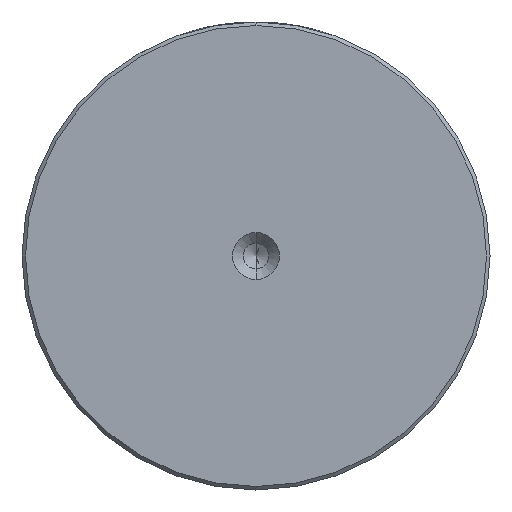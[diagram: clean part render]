
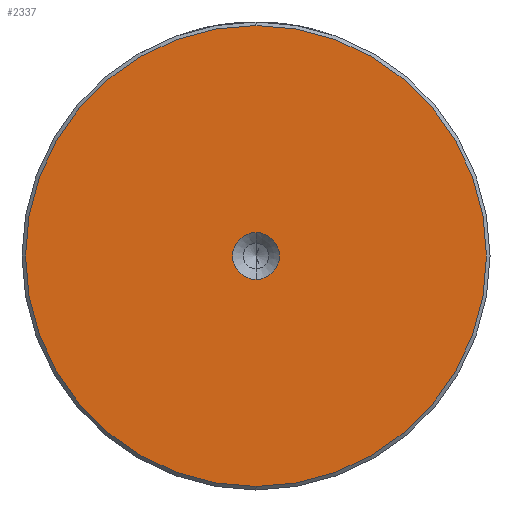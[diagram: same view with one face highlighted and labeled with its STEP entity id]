
A CAD part, left-side view. The second image highlights one B-rep face of the part: STEP entity #2337.
In plain terms, the highlighted planar face has unit normal (-1, 0, 0).
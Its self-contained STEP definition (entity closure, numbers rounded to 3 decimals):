
#58 = AXIS2_PLACEMENT_3D ( 'NONE', #1412, #3070, #1654 ) ;
#195 = DIRECTION ( 'NONE',  ( -1., 0., 0. ) ) ;
#203 = EDGE_CURVE ( 'NONE', #2751, #2126, #1448, .T. ) ;
#229 = DIRECTION ( 'NONE',  ( -1., 0., 0. ) ) ;
#283 = CARTESIAN_POINT ( 'NONE',  ( 0., 0., 0. ) ) ;
#419 = CARTESIAN_POINT ( 'NONE',  ( 0., 0., 3.3 ) ) ;
#528 = DIRECTION ( 'NONE',  ( 0., 0., 1. ) ) ;
#608 = CARTESIAN_POINT ( 'NONE',  ( 0., 0., -3.3 ) ) ;
#922 = AXIS2_PLACEMENT_3D ( 'NONE', #1622, #195, #1868 ) ;
#959 = EDGE_LOOP ( 'NONE', ( #1764, #1033 ) ) ;
#1033 = ORIENTED_EDGE ( 'NONE', *, *, #1640, .T. ) ;
#1041 = EDGE_LOOP ( 'NONE', ( #1574, #1044 ) ) ;
#1044 = ORIENTED_EDGE ( 'NONE', *, *, #2972, .F. ) ;
#1340 = VERTEX_POINT ( 'NONE', #608 ) ;
#1412 = CARTESIAN_POINT ( 'NONE',  ( 0., 0., 0. ) ) ;
#1424 = CIRCLE ( 'NONE', #922, 3.3 ) ;
#1448 = CIRCLE ( 'NONE', #2147, 32.5 ) ;
#1476 = EDGE_CURVE ( 'NONE', #2920, #1340, #1555, .T. ) ;
#1555 = CIRCLE ( 'NONE', #58, 3.3 ) ;
#1574 = ORIENTED_EDGE ( 'NONE', *, *, #1476, .F. ) ;
#1622 = CARTESIAN_POINT ( 'NONE',  ( 0., 0., 0. ) ) ;
#1640 = EDGE_CURVE ( 'NONE', #2126, #2751, #2601, .T. ) ;
#1651 = PLANE ( 'NONE',  #1870 ) ;
#1654 = DIRECTION ( 'NONE',  ( 0., 0., 1. ) ) ;
#1764 = ORIENTED_EDGE ( 'NONE', *, *, #203, .T. ) ;
#1824 = CARTESIAN_POINT ( 'NONE',  ( 0., 0., 32.5 ) ) ;
#1836 = CARTESIAN_POINT ( 'NONE',  ( 0., 0., -32.5 ) ) ;
#1868 = DIRECTION ( 'NONE',  ( 0., 0., 1. ) ) ;
#1870 = AXIS2_PLACEMENT_3D ( 'NONE', #2367, #229, #1891 ) ;
#1891 = DIRECTION ( 'NONE',  ( 0., 0., 1. ) ) ;
#1949 = DIRECTION ( 'NONE',  ( -1., 0., 0. ) ) ;
#1990 = AXIS2_PLACEMENT_3D ( 'NONE', #283, #1949, #528 ) ;
#2126 = VERTEX_POINT ( 'NONE', #1824 ) ;
#2147 = AXIS2_PLACEMENT_3D ( 'NONE', #2769, #2556, #2779 ) ;
#2337 = ADVANCED_FACE ( 'NONE', ( #2516, #2585 ), #1651, .T. ) ;
#2367 = CARTESIAN_POINT ( 'NONE',  ( 0., 0., 0. ) ) ;
#2516 = FACE_OUTER_BOUND ( 'NONE', #959, .T. ) ;
#2556 = DIRECTION ( 'NONE',  ( -1., 0., 0. ) ) ;
#2585 = FACE_BOUND ( 'NONE', #1041, .T. ) ;
#2601 = CIRCLE ( 'NONE', #1990, 32.5 ) ;
#2751 = VERTEX_POINT ( 'NONE', #1836 ) ;
#2769 = CARTESIAN_POINT ( 'NONE',  ( 0., 0., 0. ) ) ;
#2779 = DIRECTION ( 'NONE',  ( 0., 0., 1. ) ) ;
#2920 = VERTEX_POINT ( 'NONE', #419 ) ;
#2972 = EDGE_CURVE ( 'NONE', #1340, #2920, #1424, .T. ) ;
#3070 = DIRECTION ( 'NONE',  ( -1., 0., 0. ) ) ;
